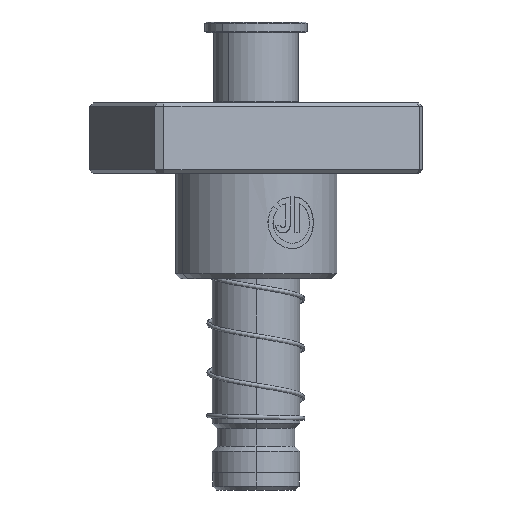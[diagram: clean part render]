
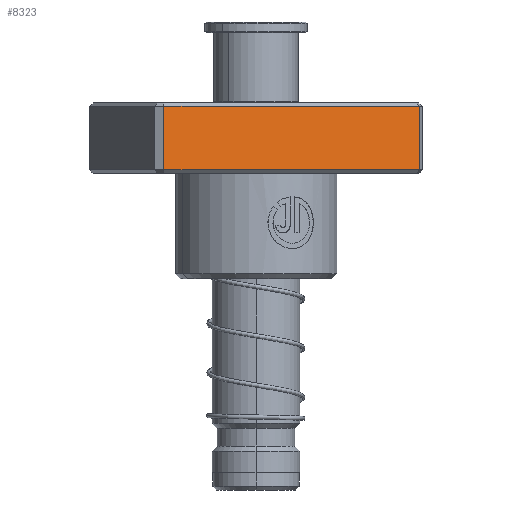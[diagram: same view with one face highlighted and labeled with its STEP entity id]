
A CAD part, left-side view. The second image highlights one B-rep face of the part: STEP entity #8323.
In plain terms, the highlighted face is planar.
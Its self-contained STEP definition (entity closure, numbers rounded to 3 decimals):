
#311 = ORIENTED_EDGE ( 'NONE', *, *, #9442, .F. ) ;
#3744 = CARTESIAN_POINT ( 'NONE',  ( -40., 24., 1. ) ) ;
#4058 = CARTESIAN_POINT ( 'NONE',  ( 40., 24., 1. ) ) ;
#4655 = CARTESIAN_POINT ( 'NONE',  ( -40., 24., 1. ) ) ;
#4865 = LINE ( 'NONE', #18160, #30184 ) ;
#5540 = VERTEX_POINT ( 'NONE', #6973 ) ;
#5611 = EDGE_CURVE ( 'NONE', #5540, #21361, #33285, .T. ) ;
#6973 = CARTESIAN_POINT ( 'NONE',  ( 40., 24., 19. ) ) ;
#8010 = EDGE_CURVE ( 'NONE', #14252, #5540, #4865, .T. ) ;
#8323 = ADVANCED_FACE ( 'NONE', ( #41000 ), #9890, .F. ) ;
#9025 = VERTEX_POINT ( 'NONE', #4655 ) ;
#9442 = EDGE_CURVE ( 'NONE', #14252, #9025, #22890, .T. ) ;
#9890 = PLANE ( 'NONE',  #21525 ) ;
#10176 = DIRECTION ( 'NONE',  ( 0., 0., -1. ) ) ;
#10314 = DIRECTION ( 'NONE',  ( 0., -1., 0. ) ) ;
#11098 = VECTOR ( 'NONE', #20529, 1000. ) ;
#11536 = VECTOR ( 'NONE', #16464, 1000. ) ;
#13479 = CARTESIAN_POINT ( 'NONE',  ( -40., 24., 20. ) ) ;
#13720 = DIRECTION ( 'NONE',  ( 0., 0., -1. ) ) ;
#14252 = VERTEX_POINT ( 'NONE', #15096 ) ;
#15096 = CARTESIAN_POINT ( 'NONE',  ( -40., 24., 19. ) ) ;
#16464 = DIRECTION ( 'NONE',  ( 0., 0., -1. ) ) ;
#17293 = ORIENTED_EDGE ( 'NONE', *, *, #35431, .T. ) ;
#17567 = DIRECTION ( 'NONE',  ( 1., 0., 0. ) ) ;
#18160 = CARTESIAN_POINT ( 'NONE',  ( 40., 24., 19. ) ) ;
#20529 = DIRECTION ( 'NONE',  ( -1., 0., 0. ) ) ;
#21361 = VERTEX_POINT ( 'NONE', #4058 ) ;
#21525 = AXIS2_PLACEMENT_3D ( 'NONE', #13479, #10314, #10176 ) ;
#22890 = LINE ( 'NONE', #39725, #30103 ) ;
#25563 = LINE ( 'NONE', #3744, #11098 ) ;
#30103 = VECTOR ( 'NONE', #13720, 1000. ) ;
#30170 = CARTESIAN_POINT ( 'NONE',  ( 40., 24., 20. ) ) ;
#30184 = VECTOR ( 'NONE', #17567, 1000. ) ;
#31600 = ORIENTED_EDGE ( 'NONE', *, *, #8010, .T. ) ;
#32672 = EDGE_LOOP ( 'NONE', ( #37447, #17293, #311, #31600 ) ) ;
#33285 = LINE ( 'NONE', #30170, #11536 ) ;
#35431 = EDGE_CURVE ( 'NONE', #21361, #9025, #25563, .T. ) ;
#37447 = ORIENTED_EDGE ( 'NONE', *, *, #5611, .T. ) ;
#39725 = CARTESIAN_POINT ( 'NONE',  ( -40., 24., 20. ) ) ;
#41000 = FACE_OUTER_BOUND ( 'NONE', #32672, .T. ) ;
